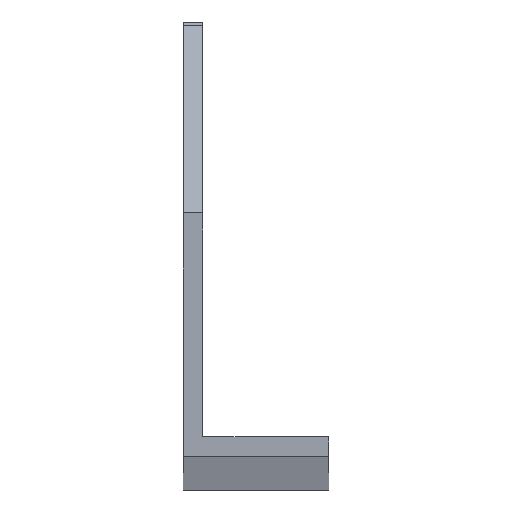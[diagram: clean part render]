
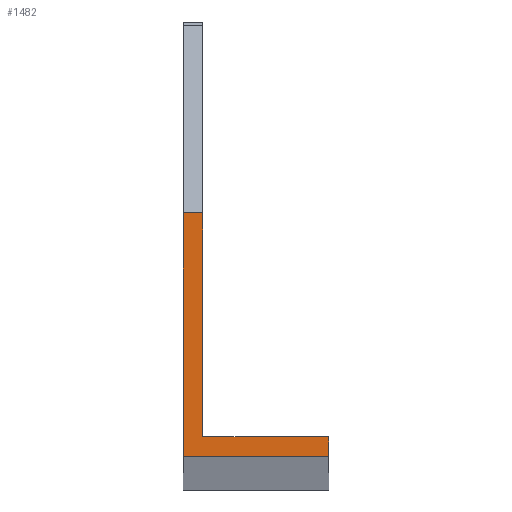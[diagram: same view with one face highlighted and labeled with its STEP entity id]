
A CAD part, top view. The second image highlights one B-rep face of the part: STEP entity #1482.
In plain terms, the highlighted planar face has unit normal (0, 0, 1).
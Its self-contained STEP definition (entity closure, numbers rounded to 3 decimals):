
#1482 = ADVANCED_FACE ( 'NONE', ( #17578 ), #11152, .T. ) ;
#1721 = VERTEX_POINT ( 'NONE', #1809 ) ;
#1809 = CARTESIAN_POINT ( 'NONE',  ( 2., 25.172, 1000. ) ) ;
#1989 = VECTOR ( 'NONE', #4591, 1000. ) ;
#2290 = CARTESIAN_POINT ( 'NONE',  ( 15., 2., 1000. ) ) ;
#3028 = DIRECTION ( 'NONE',  ( 0., 1., 0. ) ) ;
#3625 = CARTESIAN_POINT ( 'NONE',  ( 0., 25.172, 1000. ) ) ;
#4228 = CARTESIAN_POINT ( 'NONE',  ( 2., 0., 1000. ) ) ;
#4591 = DIRECTION ( 'NONE',  ( 0., 1., 0. ) ) ;
#5816 = DIRECTION ( 'NONE',  ( 0., 0., 1. ) ) ;
#5873 = EDGE_CURVE ( 'NONE', #10278, #18927, #9765, .T. ) ;
#6106 = CARTESIAN_POINT ( 'NONE',  ( 2., 0., 1000. ) ) ;
#7367 = ORIENTED_EDGE ( 'NONE', *, *, #9330, .T. ) ;
#7804 = VERTEX_POINT ( 'NONE', #14474 ) ;
#8148 = ORIENTED_EDGE ( 'NONE', *, *, #15752, .T. ) ;
#8215 = CARTESIAN_POINT ( 'NONE',  ( 15., 0., 1000. ) ) ;
#9271 = LINE ( 'NONE', #18753, #11348 ) ;
#9330 = EDGE_CURVE ( 'NONE', #7804, #10278, #19810, .T. ) ;
#9765 = LINE ( 'NONE', #2290, #13925 ) ;
#10026 = ORIENTED_EDGE ( 'NONE', *, *, #5873, .T. ) ;
#10041 = EDGE_LOOP ( 'NONE', ( #20655, #10472, #17622, #7367, #10026, #8148 ) ) ;
#10250 = CARTESIAN_POINT ( 'NONE',  ( 0., 0., 1000. ) ) ;
#10278 = VERTEX_POINT ( 'NONE', #19658 ) ;
#10472 = ORIENTED_EDGE ( 'NONE', *, *, #16070, .F. ) ;
#10473 = CARTESIAN_POINT ( 'NONE',  ( 2., 2., 1000. ) ) ;
#10933 = VECTOR ( 'NONE', #3028, 1000. ) ;
#11152 = PLANE ( 'NONE',  #13519 ) ;
#11348 = VECTOR ( 'NONE', #13862, 1000. ) ;
#11803 = VECTOR ( 'NONE', #15945, 1000. ) ;
#12438 = DIRECTION ( 'NONE',  ( 1., 0., 0. ) ) ;
#13519 = AXIS2_PLACEMENT_3D ( 'NONE', #4228, #5816, #12438 ) ;
#13775 = DIRECTION ( 'NONE',  ( -1., 0., 0. ) ) ;
#13808 = EDGE_CURVE ( 'NONE', #1721, #21069, #9271, .T. ) ;
#13862 = DIRECTION ( 'NONE',  ( -1., 0., 0. ) ) ;
#13925 = VECTOR ( 'NONE', #13775, 1000. ) ;
#14295 = DIRECTION ( 'NONE',  ( -1., 0., 0. ) ) ;
#14474 = CARTESIAN_POINT ( 'NONE',  ( 15., 0., 1000. ) ) ;
#15752 = EDGE_CURVE ( 'NONE', #18927, #1721, #20399, .T. ) ;
#15945 = DIRECTION ( 'NONE',  ( 0., 1., 0. ) ) ;
#16070 = EDGE_CURVE ( 'NONE', #19753, #21069, #17809, .T. ) ;
#16981 = CARTESIAN_POINT ( 'NONE',  ( 0., 0., 1000. ) ) ;
#17578 = FACE_OUTER_BOUND ( 'NONE', #10041, .T. ) ;
#17622 = ORIENTED_EDGE ( 'NONE', *, *, #21185, .F. ) ;
#17809 = LINE ( 'NONE', #16981, #11803 ) ;
#18458 = VECTOR ( 'NONE', #14295, 1000. ) ;
#18753 = CARTESIAN_POINT ( 'NONE',  ( 2., 25.172, 1000. ) ) ;
#18927 = VERTEX_POINT ( 'NONE', #10473 ) ;
#19341 = CARTESIAN_POINT ( 'NONE',  ( 2., 0., 1000. ) ) ;
#19658 = CARTESIAN_POINT ( 'NONE',  ( 15., 2., 1000. ) ) ;
#19753 = VERTEX_POINT ( 'NONE', #10250 ) ;
#19810 = LINE ( 'NONE', #8215, #10933 ) ;
#20399 = LINE ( 'NONE', #6106, #1989 ) ;
#20655 = ORIENTED_EDGE ( 'NONE', *, *, #13808, .T. ) ;
#21069 = VERTEX_POINT ( 'NONE', #3625 ) ;
#21185 = EDGE_CURVE ( 'NONE', #7804, #19753, #21313, .T. ) ;
#21313 = LINE ( 'NONE', #19341, #18458 ) ;
